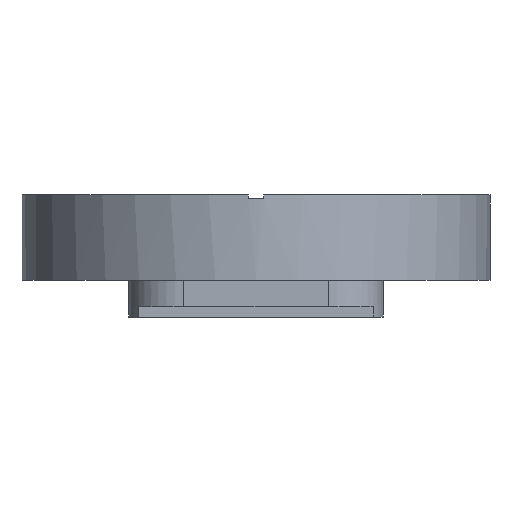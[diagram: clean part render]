
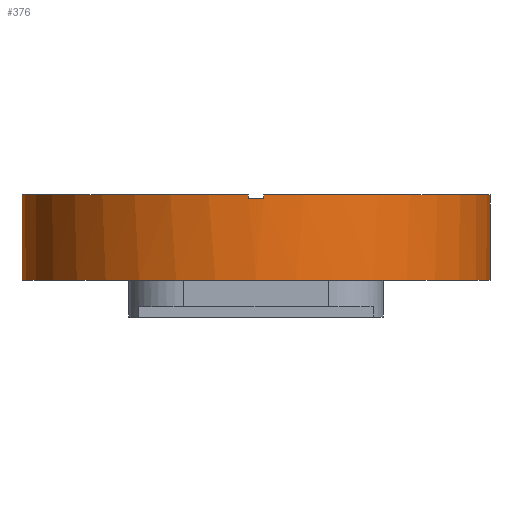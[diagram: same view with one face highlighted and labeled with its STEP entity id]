
A CAD part, left-side view. The second image highlights one B-rep face of the part: STEP entity #376.
In plain terms, the highlighted cylindrical face has radius 34.9 mm (diameter 69.8 mm), a partial arc.
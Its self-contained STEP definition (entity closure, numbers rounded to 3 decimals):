
#376=ADVANCED_FACE('',(#979),#980,.T.);
#979=FACE_OUTER_BOUND('',#1834,.T.);
#980=CYLINDRICAL_SURFACE('',#1835,34.9);
#1834=EDGE_LOOP('',(#2909,#2910,#2911,#2912,#2913,#2914,#2915,#2916));
#1835=AXIS2_PLACEMENT_3D('',#2917,#2918,#2919);
#2909=ORIENTED_EDGE('',*,*,#5054,.F.);
#2910=ORIENTED_EDGE('',*,*,#5055,.T.);
#2911=ORIENTED_EDGE('',*,*,#5056,.F.);
#2912=ORIENTED_EDGE('',*,*,#5057,.T.);
#2913=ORIENTED_EDGE('',*,*,#5058,.T.);
#2914=ORIENTED_EDGE('',*,*,#5059,.T.);
#2915=ORIENTED_EDGE('',*,*,#5060,.T.);
#2916=ORIENTED_EDGE('',*,*,#5061,.T.);
#2917=CARTESIAN_POINT('',(117.094,110.366,-3.9));
#2918=DIRECTION('',(-0.0,0.0,-1.0));
#2919=DIRECTION('',(0.,1.0,0.0));
#5054=EDGE_CURVE('',#6109,#6110,#6111,.T.);
#5055=EDGE_CURVE('',#6109,#6112,#6113,.T.);
#5056=EDGE_CURVE('',#6114,#6112,#6115,.T.);
#5057=EDGE_CURVE('',#6114,#6116,#6117,.T.);
#5058=EDGE_CURVE('',#6116,#6118,#6119,.T.);
#5059=EDGE_CURVE('',#6118,#6120,#6121,.T.);
#5060=EDGE_CURVE('',#6120,#6122,#6123,.T.);
#5061=EDGE_CURVE('',#6122,#6110,#6124,.T.);
#6109=VERTEX_POINT('',#7441);
#6110=VERTEX_POINT('',#7442);
#6111=LINE('',#7443,#7444);
#6112=VERTEX_POINT('',#7445);
#6113=CIRCLE('',#7446,34.9);
#6114=VERTEX_POINT('',#7447);
#6115=LINE('',#7448,#7449);
#6116=VERTEX_POINT('',#7450);
#6117=CIRCLE('',#7451,34.9);
#6118=VERTEX_POINT('',#7452);
#6119=LINE('',#7453,#7454);
#6120=VERTEX_POINT('',#7455);
#6121=CIRCLE('',#7456,34.9);
#6122=VERTEX_POINT('',#7457);
#6123=LINE('',#7458,#7459);
#6124=CIRCLE('',#7460,34.9);
#7441=CARTESIAN_POINT('',(117.094,145.266,-3.6));
#7442=CARTESIAN_POINT('',(117.094,145.266,9.1));
#7443=CARTESIAN_POINT('',(117.094,145.266,2.75));
#7444=VECTOR('',#8885,1.0);
#7445=CARTESIAN_POINT('',(117.094,75.466,-3.6));
#7446=AXIS2_PLACEMENT_3D('',#8886,#8887,#8888);
#7447=CARTESIAN_POINT('',(117.094,75.466,9.1));
#7448=CARTESIAN_POINT('',(117.094,75.466,2.75));
#7449=VECTOR('',#8889,1.0);
#7450=CARTESIAN_POINT('',(82.213,109.216,9.1));
#7451=AXIS2_PLACEMENT_3D('',#8890,#8891,#8892);
#7452=CARTESIAN_POINT('',(82.213,109.216,8.6));
#7453=CARTESIAN_POINT('',(82.213,109.216,8.85));
#7454=VECTOR('',#8893,1.0);
#7455=CARTESIAN_POINT('',(82.213,111.516,8.6));
#7456=AXIS2_PLACEMENT_3D('',#8894,#8895,#8896);
#7457=CARTESIAN_POINT('',(82.213,111.516,9.1));
#7458=CARTESIAN_POINT('',(82.213,111.516,8.85));
#7459=VECTOR('',#8897,1.0);
#7460=AXIS2_PLACEMENT_3D('',#8898,#8899,#8900);
#8885=DIRECTION('',(0.0,0.0,1.0));
#8886=CARTESIAN_POINT('',(117.094,110.366,-3.6));
#8887=DIRECTION('',(0.0,-0.0,1.0));
#8888=DIRECTION('',(0.,1.0,0.0));
#8889=DIRECTION('',(-0.0,-0.0,-1.0));
#8890=CARTESIAN_POINT('',(117.094,110.366,9.1));
#8891=DIRECTION('',(0.0,0.0,-1.0));
#8892=DIRECTION('',(0.,1.0,0.0));
#8893=DIRECTION('',(0.0,-0.0,-1.0));
#8894=CARTESIAN_POINT('',(117.094,110.366,8.6));
#8895=DIRECTION('',(0.0,0.,-1.0));
#8896=DIRECTION('',(0.,1.0,0.));
#8897=DIRECTION('',(0.0,0.0,1.0));
#8898=CARTESIAN_POINT('',(117.094,110.366,9.1));
#8899=DIRECTION('',(0.0,0.0,-1.0));
#8900=DIRECTION('',(0.,1.0,0.0));
